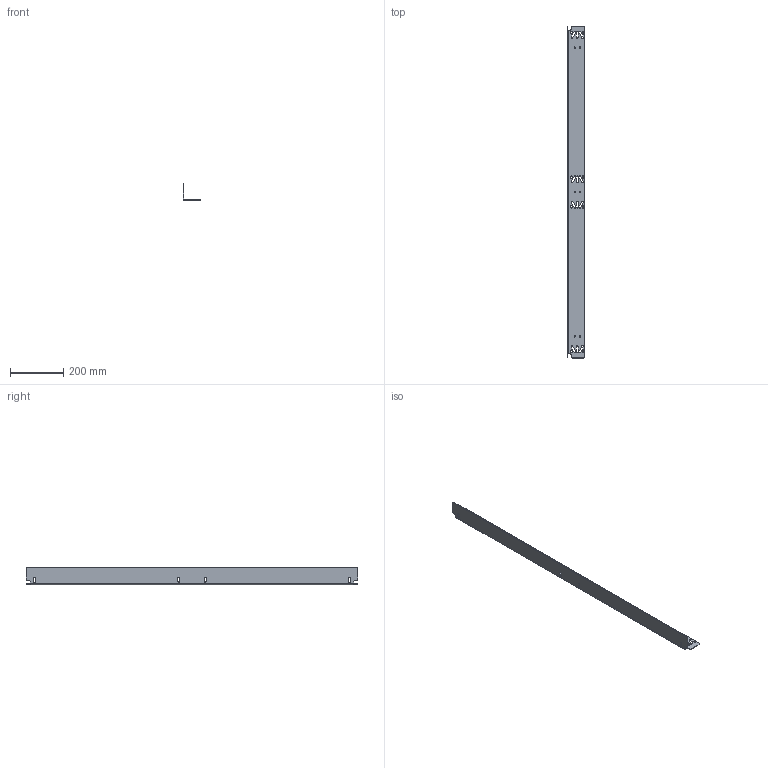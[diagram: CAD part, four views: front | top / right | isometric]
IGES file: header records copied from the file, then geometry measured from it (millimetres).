
Start section:  PTC IGES file: 156645.igs
Global section: file name: 156645.igs; native system: Pro/ENGINEER by Parametric Technology Corporation; preprocessor: 2009141; author: banengservice; organization: Unknown; date: 20110406.115824; units: inch
Bounding box: 67.7 x 1250 x 65 mm (x, y, z)
Volume: 415743.2 mm3; surface area: 323407.7 mm2
Topology: 1 solids, 1 shells, 160 faces, 448 edges, 296 vertices
Faces by surface type: revolution 86, bspline 74
